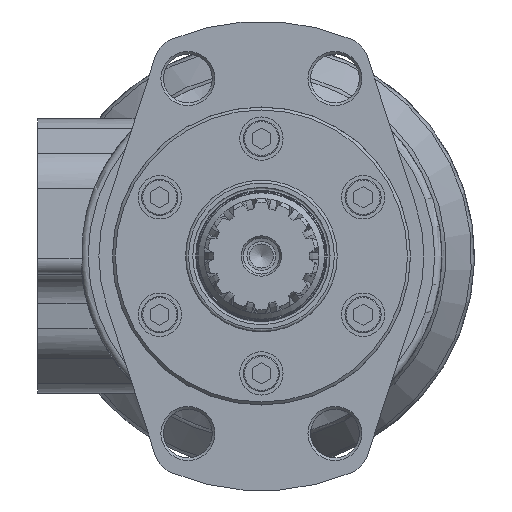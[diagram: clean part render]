
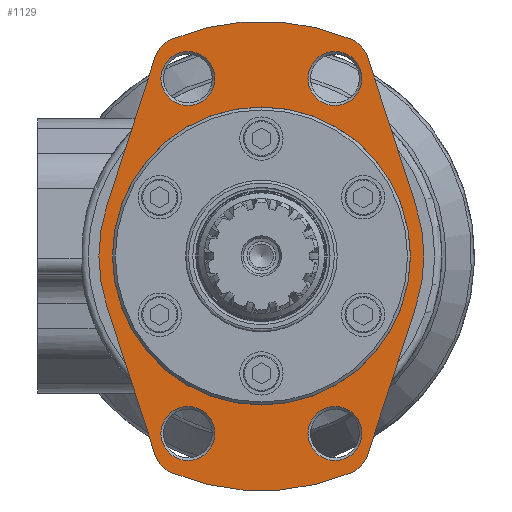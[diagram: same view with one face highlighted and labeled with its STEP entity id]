
A CAD part, left-side view. The second image highlights one B-rep face of the part: STEP entity #1129.
In plain terms, the highlighted planar face has unit normal (-1, 0, 0).
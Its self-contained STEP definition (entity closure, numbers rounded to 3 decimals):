
#1129 = ADVANCED_FACE( '', ( #2438, #2439, #2440, #2441, #2442, #2443 ), #2444, .F. );
#2438 = FACE_BOUND( '', #3916, .T. );
#2439 = FACE_BOUND( '', #3917, .T. );
#2440 = FACE_BOUND( '', #3918, .T. );
#2441 = FACE_BOUND( '', #3919, .T. );
#2442 = FACE_BOUND( '', #3920, .T. );
#2443 = FACE_OUTER_BOUND( '', #3921, .T. );
#2444 = PLANE( '', #3922 );
#3916 = EDGE_LOOP( '', ( #6559 ) );
#3917 = EDGE_LOOP( '', ( #6560 ) );
#3918 = EDGE_LOOP( '', ( #6561 ) );
#3919 = EDGE_LOOP( '', ( #6562 ) );
#3920 = EDGE_LOOP( '', ( #6563 ) );
#3921 = EDGE_LOOP( '', ( #6564, #6565, #6566, #6567, #6568, #6569, #6570, #6571, #6572, #6573, #6574, #6575 ) );
#3922 = AXIS2_PLACEMENT_3D( '', #6576, #6577, #6578 );
#6559 = ORIENTED_EDGE( '', *, *, #8761, .T. );
#6560 = ORIENTED_EDGE( '', *, *, #8076, .T. );
#6561 = ORIENTED_EDGE( '', *, *, #8762, .T. );
#6562 = ORIENTED_EDGE( '', *, *, #8702, .T. );
#6563 = ORIENTED_EDGE( '', *, *, #8477, .T. );
#6564 = ORIENTED_EDGE( '', *, *, #8740, .F. );
#6565 = ORIENTED_EDGE( '', *, *, #8763, .F. );
#6566 = ORIENTED_EDGE( '', *, *, #8764, .F. );
#6567 = ORIENTED_EDGE( '', *, *, #7796, .F. );
#6568 = ORIENTED_EDGE( '', *, *, #8515, .F. );
#6569 = ORIENTED_EDGE( '', *, *, #8709, .F. );
#6570 = ORIENTED_EDGE( '', *, *, #8056, .F. );
#6571 = ORIENTED_EDGE( '', *, *, #7939, .F. );
#6572 = ORIENTED_EDGE( '', *, *, #8253, .F. );
#6573 = ORIENTED_EDGE( '', *, *, #7857, .F. );
#6574 = ORIENTED_EDGE( '', *, *, #8381, .F. );
#6575 = ORIENTED_EDGE( '', *, *, #8123, .F. );
#6576 = CARTESIAN_POINT( '', ( 0., 21.79, 52.67 ) );
#6577 = DIRECTION( '', ( 1., 0., 0. ) );
#6578 = DIRECTION( '', ( 0., 0., -1. ) );
#7796 = EDGE_CURVE( '', #9077, #9078, #9079, .T. );
#7857 = EDGE_CURVE( '', #9177, #9178, #9179, .T. );
#7939 = EDGE_CURVE( '', #9328, #9329, #9330, .T. );
#8056 = EDGE_CURVE( '', #9329, #9524, #9525, .T. );
#8076 = EDGE_CURVE( '', #9556, #9556, #9557, .T. );
#8123 = EDGE_CURVE( '', #9629, #9630, #9631, .T. );
#8253 = EDGE_CURVE( '', #9178, #9328, #9839, .T. );
#8381 = EDGE_CURVE( '', #9630, #9177, #10036, .T. );
#8477 = EDGE_CURVE( '', #10179, #10179, #10180, .T. );
#8515 = EDGE_CURVE( '', #10235, #9077, #10236, .T. );
#8702 = EDGE_CURVE( '', #10504, #10504, #10505, .T. );
#8709 = EDGE_CURVE( '', #9524, #10235, #10512, .T. );
#8740 = EDGE_CURVE( '', #10552, #9629, #10553, .T. );
#8761 = EDGE_CURVE( '', #10579, #10579, #10580, .T. );
#8762 = EDGE_CURVE( '', #10581, #10581, #10582, .T. );
#8763 = EDGE_CURVE( '', #10583, #10552, #10584, .T. );
#8764 = EDGE_CURVE( '', #9078, #10583, #10585, .T. );
#9077 = VERTEX_POINT( '', #10999 );
#9078 = VERTEX_POINT( '', #11000 );
#9079 = LINE( '', #11001, #11002 );
#9177 = VERTEX_POINT( '', #11152 );
#9178 = VERTEX_POINT( '', #11153 );
#9179 = LINE( '', #11154, #11155 );
#9328 = VERTEX_POINT( '', #11324 );
#9329 = VERTEX_POINT( '', #11325 );
#9330 = LINE( '', #11326, #11327 );
#9524 = VERTEX_POINT( '', #11695 );
#9525 = CIRCLE( '', #11696, 8. );
#9556 = VERTEX_POINT( '', #11747 );
#9557 = CIRCLE( '', #11748, 7.48 );
#9629 = VERTEX_POINT( '', #11890 );
#9630 = VERTEX_POINT( '', #11891 );
#9631 = CIRCLE( '', #11892, 65. );
#9839 = CIRCLE( '', #12222, 45. );
#10036 = CIRCLE( '', #12549, 8. );
#10179 = VERTEX_POINT( '', #12810 );
#10180 = CIRCLE( '', #12811, 7.48 );
#10235 = VERTEX_POINT( '', #12897 );
#10236 = CIRCLE( '', #12898, 8. );
#10504 = VERTEX_POINT( '', #13485 );
#10505 = CIRCLE( '', #13486, 7.48 );
#10512 = CIRCLE( '', #13512, 65. );
#10552 = VERTEX_POINT( '', #13570 );
#10553 = CIRCLE( '', #13571, 8. );
#10579 = VERTEX_POINT( '', #13653 );
#10580 = CIRCLE( '', #13654, 41.275 );
#10581 = VERTEX_POINT( '', #13655 );
#10582 = CIRCLE( '', #13656, 7.48 );
#10583 = VERTEX_POINT( '', #13657 );
#10584 = LINE( '', #13658, #13659 );
#10585 = CIRCLE( '', #13660, 45. );
#10999 = CARTESIAN_POINT( '', ( 0., 29.399, -55.143 ) );
#11000 = CARTESIAN_POINT( '', ( 0., 42.798, -13.906 ) );
#11001 = CARTESIAN_POINT( '', ( 0., 29.399, -55.143 ) );
#11002 = VECTOR( '', #14252, 1000. );
#11152 = CARTESIAN_POINT( '', ( 0., -29.399, 55.143 ) );
#11153 = CARTESIAN_POINT( '', ( 0., -42.798, 13.906 ) );
#11154 = CARTESIAN_POINT( '', ( 0., -29.399, 55.143 ) );
#11155 = VECTOR( '', #14334, 1000. );
#11324 = CARTESIAN_POINT( '', ( 0., -42.798, -13.906 ) );
#11325 = CARTESIAN_POINT( '', ( 0., -29.399, -55.143 ) );
#11326 = CARTESIAN_POINT( '', ( 0., -42.798, -13.906 ) );
#11327 = VECTOR( '', #14526, 1000. );
#11695 = CARTESIAN_POINT( '', ( 0., -24.849, -60.063 ) );
#11696 = AXIS2_PLACEMENT_3D( '', #14634, #14635, #14636 );
#11747 = CARTESIAN_POINT( '', ( 0., -20.359, -56.63 ) );
#11748 = AXIS2_PLACEMENT_3D( '', #14657, #14658, #14659 );
#11890 = CARTESIAN_POINT( '', ( 0., 24.849, 60.063 ) );
#11891 = CARTESIAN_POINT( '', ( 0., -24.849, 60.063 ) );
#11892 = AXIS2_PLACEMENT_3D( '', #14713, #14714, #14715 );
#12222 = AXIS2_PLACEMENT_3D( '', #14882, #14883, #14884 );
#12549 = AXIS2_PLACEMENT_3D( '', #15045, #15046, #15047 );
#12810 = CARTESIAN_POINT( '', ( 0., 20.359, -56.63 ) );
#12811 = AXIS2_PLACEMENT_3D( '', #15184, #15185, #15186 );
#12897 = CARTESIAN_POINT( '', ( 0., 24.849, -60.063 ) );
#12898 = AXIS2_PLACEMENT_3D( '', #15230, #15231, #15232 );
#13485 = CARTESIAN_POINT( '', ( 0., -20.359, 41.67 ) );
#13486 = AXIS2_PLACEMENT_3D( '', #15454, #15455, #15456 );
#13512 = AXIS2_PLACEMENT_3D( '', #15460, #15461, #15462 );
#13570 = CARTESIAN_POINT( '', ( 0., 29.399, 55.143 ) );
#13571 = AXIS2_PLACEMENT_3D( '', #15497, #15498, #15499 );
#13653 = CARTESIAN_POINT( '', ( 0., 0., -41.275 ) );
#13654 = AXIS2_PLACEMENT_3D( '', #15514, #15515, #15516 );
#13655 = CARTESIAN_POINT( '', ( 0., 20.359, 41.67 ) );
#13656 = AXIS2_PLACEMENT_3D( '', #15517, #15518, #15519 );
#13657 = CARTESIAN_POINT( '', ( 0., 42.798, 13.906 ) );
#13658 = CARTESIAN_POINT( '', ( 0., 42.798, 13.906 ) );
#13659 = VECTOR( '', #15520, 1000. );
#13660 = AXIS2_PLACEMENT_3D( '', #15521, #15522, #15523 );
#14252 = DIRECTION( '', ( 0., 0.309, 0.951 ) );
#14334 = DIRECTION( '', ( 0., -0.309, -0.951 ) );
#14526 = DIRECTION( '', ( 0., 0.309, -0.951 ) );
#14634 = CARTESIAN_POINT( '', ( 0., -21.79, -52.67 ) );
#14635 = DIRECTION( '', ( 1., 0., 0. ) );
#14636 = DIRECTION( '', ( 0., 0., -1. ) );
#14657 = CARTESIAN_POINT( '', ( 0., -20.359, -49.15 ) );
#14658 = DIRECTION( '', ( 1., 0., 0. ) );
#14659 = DIRECTION( '', ( 0., 0., -1. ) );
#14713 = CARTESIAN_POINT( '', ( 0., 0., 0. ) );
#14714 = DIRECTION( '', ( 1., 0., 0. ) );
#14715 = DIRECTION( '', ( 0., 0., -1. ) );
#14882 = CARTESIAN_POINT( '', ( 0., 0., 0. ) );
#14883 = DIRECTION( '', ( 1., 0., 0. ) );
#14884 = DIRECTION( '', ( 0., 0., -1. ) );
#15045 = CARTESIAN_POINT( '', ( 0., -21.79, 52.67 ) );
#15046 = DIRECTION( '', ( 1., 0., 0. ) );
#15047 = DIRECTION( '', ( 0., 0., -1. ) );
#15184 = CARTESIAN_POINT( '', ( 0., 20.359, -49.15 ) );
#15185 = DIRECTION( '', ( 1., 0., 0. ) );
#15186 = DIRECTION( '', ( 0., 0., -1. ) );
#15230 = CARTESIAN_POINT( '', ( 0., 21.79, -52.67 ) );
#15231 = DIRECTION( '', ( 1., 0., 0. ) );
#15232 = DIRECTION( '', ( 0., 0., -1. ) );
#15454 = CARTESIAN_POINT( '', ( 0., -20.359, 49.15 ) );
#15455 = DIRECTION( '', ( 1., 0., 0. ) );
#15456 = DIRECTION( '', ( 0., 0., -1. ) );
#15460 = CARTESIAN_POINT( '', ( 0., 0., 0. ) );
#15461 = DIRECTION( '', ( 1., 0., 0. ) );
#15462 = DIRECTION( '', ( 0., 0., -1. ) );
#15497 = CARTESIAN_POINT( '', ( 0., 21.79, 52.67 ) );
#15498 = DIRECTION( '', ( 1., 0., 0. ) );
#15499 = DIRECTION( '', ( 0., 0., -1. ) );
#15514 = CARTESIAN_POINT( '', ( 0., 0., 0. ) );
#15515 = DIRECTION( '', ( 1., 0., 0. ) );
#15516 = DIRECTION( '', ( 0., 0., -1. ) );
#15517 = CARTESIAN_POINT( '', ( 0., 20.359, 49.15 ) );
#15518 = DIRECTION( '', ( 1., 0., 0. ) );
#15519 = DIRECTION( '', ( 0., 0., -1. ) );
#15520 = DIRECTION( '', ( 0., -0.309, 0.951 ) );
#15521 = CARTESIAN_POINT( '', ( 0., 0., 0. ) );
#15522 = DIRECTION( '', ( 1., 0., 0. ) );
#15523 = DIRECTION( '', ( 0., 0., -1. ) );
